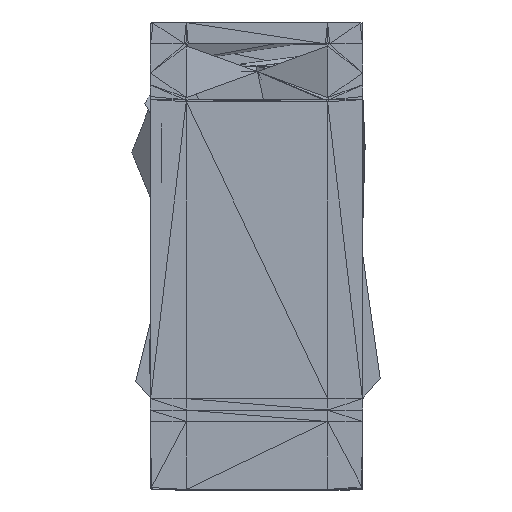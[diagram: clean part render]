
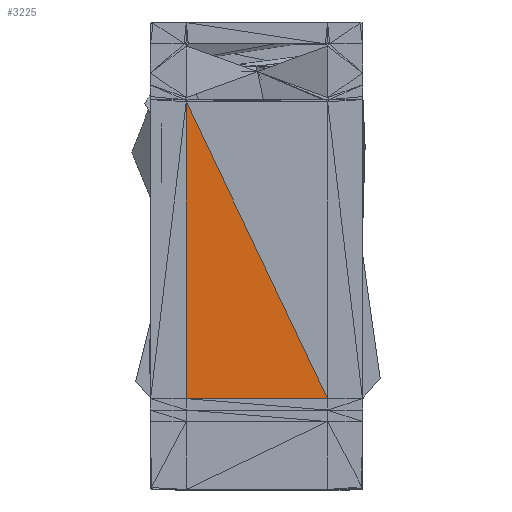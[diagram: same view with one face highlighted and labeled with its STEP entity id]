
A CAD part, top view. The second image highlights one B-rep face of the part: STEP entity #3225.
In plain terms, the highlighted planar face has unit normal (0, 0, 1).
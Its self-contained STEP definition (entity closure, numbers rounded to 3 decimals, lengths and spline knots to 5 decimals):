
#112 = VERTEX_POINT('',#113);
#113 = CARTESIAN_POINT('',(-0.1261,0.16392,
    0.05798));
#151 = PLANE('',#152);
#152 = AXIS2_PLACEMENT_3D('',#153,#154,#155);
#153 = CARTESIAN_POINT('',(-0.14303,0.41528,
    0.05798));
#154 = DIRECTION('',(0.,0.,1.));
#155 = DIRECTION('',(1.,0.,-0.));
#353 = PLANE('',#354);
#354 = AXIS2_PLACEMENT_3D('',#355,#356,#357);
#355 = CARTESIAN_POINT('',(0.00558,0.15858,
    0.05798));
#356 = DIRECTION('',(0.,0.,1.));
#357 = DIRECTION('',(0.,1.,0.));
#369 = VERTEX_POINT('',#370);
#370 = CARTESIAN_POINT('',(0.12742,0.16392,
    0.05798));
#395 = EDGE_CURVE('',#112,#369,#396,.T.);
#396 = SURFACE_CURVE('',#397,(#401,#407),.PCURVE_S1.);
#397 = LINE('',#398,#399);
#398 = CARTESIAN_POINT('',(-0.1261,0.16392,
    0.05798));
#399 = VECTOR('',#400,1.);
#400 = DIRECTION('',(1.,0.,0.));
#401 = PCURVE('',#353,#402);
#402 = DEFINITIONAL_REPRESENTATION('',(#403),#406);
#403 = B_SPLINE_CURVE_WITH_KNOTS('',1,(#404,#405),.UNSPECIFIED.,.F.,.F.,
  (2,2),(0.,0.25352),.PIECEWISE_BEZIER_KNOTS.);
#404 = CARTESIAN_POINT('',(0.005,0.132));
#405 = CARTESIAN_POINT('',(0.005,-0.122));
#406 = ( GEOMETRIC_REPRESENTATION_CONTEXT(2) 
PARAMETRIC_REPRESENTATION_CONTEXT() REPRESENTATION_CONTEXT('2D SPACE',''
  ) );
#407 = PCURVE('',#408,#413);
#408 = PLANE('',#409);
#409 = AXIS2_PLACEMENT_3D('',#410,#411,#412);
#410 = CARTESIAN_POINT('',(-0.04841,0.38123,
    0.05798));
#411 = DIRECTION('',(0.,0.,1.));
#412 = DIRECTION('',(1.,0.,0.));
#413 = DEFINITIONAL_REPRESENTATION('',(#414),#418);
#414 = LINE('',#415,#416);
#415 = CARTESIAN_POINT('',(-0.078,-0.217));
#416 = VECTOR('',#417,1.);
#417 = DIRECTION('',(1.,0.));
#418 = ( GEOMETRIC_REPRESENTATION_CONTEXT(2) 
PARAMETRIC_REPRESENTATION_CONTEXT() REPRESENTATION_CONTEXT('2D SPACE',''
  ) );
#2656 = VERTEX_POINT('',#2657);
#2657 = CARTESIAN_POINT('',(-0.1261,0.69668,
    0.05798));
#2739 = EDGE_CURVE('',#2656,#112,#2740,.T.);
#2740 = SURFACE_CURVE('',#2741,(#2745,#2751),.PCURVE_S1.);
#2741 = LINE('',#2742,#2743);
#2742 = CARTESIAN_POINT('',(-0.1261,0.69668,
    0.05798));
#2743 = VECTOR('',#2744,1.);
#2744 = DIRECTION('',(0.,-1.,0.));
#2745 = PCURVE('',#151,#2746);
#2746 = DEFINITIONAL_REPRESENTATION('',(#2747),#2750);
#2747 = B_SPLINE_CURVE_WITH_KNOTS('',1,(#2748,#2749),.UNSPECIFIED.,.F.,
  .F.,(2,2),(0.,0.53276),.PIECEWISE_BEZIER_KNOTS.);
#2748 = CARTESIAN_POINT('',(0.017,0.281));
#2749 = CARTESIAN_POINT('',(0.017,-0.251));
#2750 = ( GEOMETRIC_REPRESENTATION_CONTEXT(2) 
PARAMETRIC_REPRESENTATION_CONTEXT() REPRESENTATION_CONTEXT('2D SPACE',''
  ) );
#2751 = PCURVE('',#408,#2752);
#2752 = DEFINITIONAL_REPRESENTATION('',(#2753),#2757);
#2753 = LINE('',#2754,#2755);
#2754 = CARTESIAN_POINT('',(-0.078,0.315));
#2755 = VECTOR('',#2756,1.);
#2756 = DIRECTION('',(0.,-1.));
#2757 = ( GEOMETRIC_REPRESENTATION_CONTEXT(2) 
PARAMETRIC_REPRESENTATION_CONTEXT() REPRESENTATION_CONTEXT('2D SPACE',''
  ) );
#3149 = EDGE_CURVE('',#2656,#369,#3150,.T.);
#3150 = SURFACE_CURVE('',#3151,(#3155,#3167),.PCURVE_S1.);
#3151 = LINE('',#3152,#3153);
#3152 = CARTESIAN_POINT('',(-0.1261,0.69668,
    0.05798));
#3153 = VECTOR('',#3154,1.);
#3154 = DIRECTION('',(0.43,-0.903,0.));
#3155 = PCURVE('',#3156,#3161);
#3156 = PLANE('',#3157);
#3157 = AXIS2_PLACEMENT_3D('',#3158,#3159,#3160);
#3158 = CARTESIAN_POINT('',(0.04973,0.47937,
    0.05798));
#3159 = DIRECTION('',(0.,0.,1.));
#3160 = DIRECTION('',(1.,0.,-0.));
#3161 = DEFINITIONAL_REPRESENTATION('',(#3162),#3166);
#3162 = LINE('',#3163,#3164);
#3163 = CARTESIAN_POINT('',(-0.176,0.217));
#3164 = VECTOR('',#3165,1.);
#3165 = DIRECTION('',(0.43,-0.903));
#3166 = ( GEOMETRIC_REPRESENTATION_CONTEXT(2) 
PARAMETRIC_REPRESENTATION_CONTEXT() REPRESENTATION_CONTEXT('2D SPACE',''
  ) );
#3167 = PCURVE('',#408,#3168);
#3168 = DEFINITIONAL_REPRESENTATION('',(#3169),#3172);
#3169 = B_SPLINE_CURVE_WITH_KNOTS('',1,(#3170,#3171),.UNSPECIFIED.,.F.,
  .F.,(2,2),(0.,0.59001),.PIECEWISE_BEZIER_KNOTS.);
#3170 = CARTESIAN_POINT('',(-0.078,0.315));
#3171 = CARTESIAN_POINT('',(0.176,-0.217));
#3172 = ( GEOMETRIC_REPRESENTATION_CONTEXT(2) 
PARAMETRIC_REPRESENTATION_CONTEXT() REPRESENTATION_CONTEXT('2D SPACE',''
  ) );
#3225 = ADVANCED_FACE('',(#3226),#408,.T.);
#3226 = FACE_BOUND('',#3227,.T.);
#3227 = EDGE_LOOP('',(#3228,#3229,#3230));
#3228 = ORIENTED_EDGE('',*,*,#2739,.T.);
#3229 = ORIENTED_EDGE('',*,*,#395,.T.);
#3230 = ORIENTED_EDGE('',*,*,#3149,.F.);
